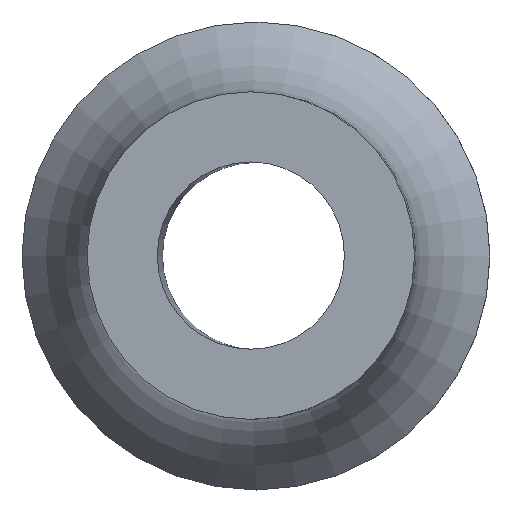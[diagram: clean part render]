
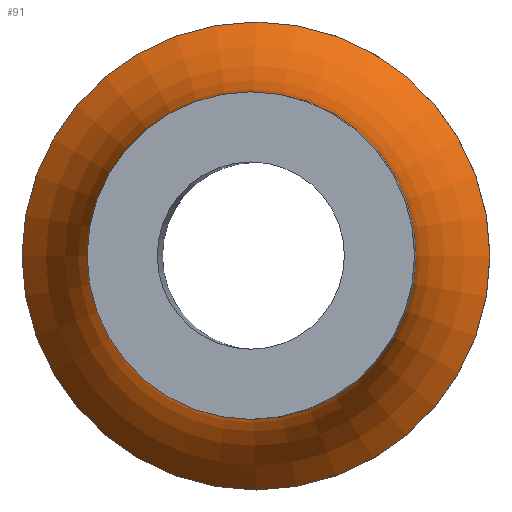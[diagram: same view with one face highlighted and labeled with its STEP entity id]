
A CAD part, top view. The second image highlights one B-rep face of the part: STEP entity #91.
In plain terms, the highlighted toroidal (fillet/blend) face has major radius 8.5 mm and minor radius 5 mm.
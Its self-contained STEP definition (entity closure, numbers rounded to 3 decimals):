
#28=FACE_OUTER_BOUND('',#34,.T.);
#34=EDGE_LOOP('',(#68,#69,#70,#71,#72));
#42=CIRCLE('',#112,3.5);
#43=CIRCLE('',#113,3.5);
#44=CIRCLE('',#114,5.);
#45=CIRCLE('',#115,5.);
#50=VERTEX_POINT('',#160);
#51=VERTEX_POINT('',#161);
#52=VERTEX_POINT('',#164);
#57=EDGE_CURVE('',#50,#51,#42,.T.);
#58=EDGE_CURVE('',#51,#50,#43,.T.);
#59=EDGE_CURVE('',#50,#52,#44,.T.);
#60=EDGE_CURVE('',#52,#52,#45,.T.);
#68=ORIENTED_EDGE('',*,*,#57,.T.);
#69=ORIENTED_EDGE('',*,*,#58,.T.);
#70=ORIENTED_EDGE('',*,*,#59,.T.);
#71=ORIENTED_EDGE('',*,*,#60,.T.);
#72=ORIENTED_EDGE('',*,*,#59,.F.);
#90=TOROIDAL_SURFACE('',#111,8.5,5.);
#91=ADVANCED_FACE('',(#28),#90,.F.);
#111=AXIS2_PLACEMENT_3D('',#159,#127,#128);
#112=AXIS2_PLACEMENT_3D('',#162,#129,#130);
#113=AXIS2_PLACEMENT_3D('',#163,#131,#132);
#114=AXIS2_PLACEMENT_3D('',#165,#133,#134);
#115=AXIS2_PLACEMENT_3D('',#166,#135,#136);
#127=DIRECTION('center_axis',(0.022,0.,-1.));
#128=DIRECTION('ref_axis',(-1.,0.,-0.022));
#129=DIRECTION('center_axis',(0.022,0.,-1.));
#130=DIRECTION('ref_axis',(-1.,0.,-0.022));
#131=DIRECTION('center_axis',(0.022,0.,-1.));
#132=DIRECTION('ref_axis',(-1.,0.,-0.022));
#133=DIRECTION('center_axis',(0.,-1.,0.));
#134=DIRECTION('ref_axis',(1.,0.,0.022));
#135=DIRECTION('center_axis',(-0.022,0.,1.));
#136=DIRECTION('ref_axis',(-1.,0.,-0.022));
#159=CARTESIAN_POINT('Origin',(24.543,234.444,92.746));
#160=CARTESIAN_POINT('',(28.042,234.444,92.825));
#161=CARTESIAN_POINT('',(21.044,234.444,92.668));
#162=CARTESIAN_POINT('Origin',(24.543,234.444,92.746));
#163=CARTESIAN_POINT('Origin',(24.543,234.444,92.746));
#164=CARTESIAN_POINT('',(29.622,234.444,89.288));
#165=CARTESIAN_POINT('Origin',(33.041,234.444,92.937));
#166=CARTESIAN_POINT('Origin',(24.623,234.444,89.176));
